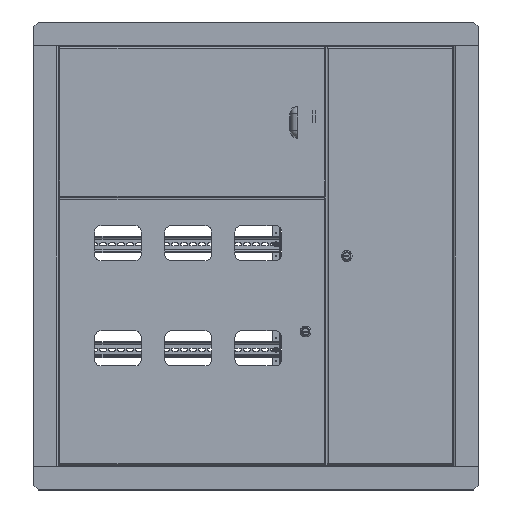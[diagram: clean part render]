
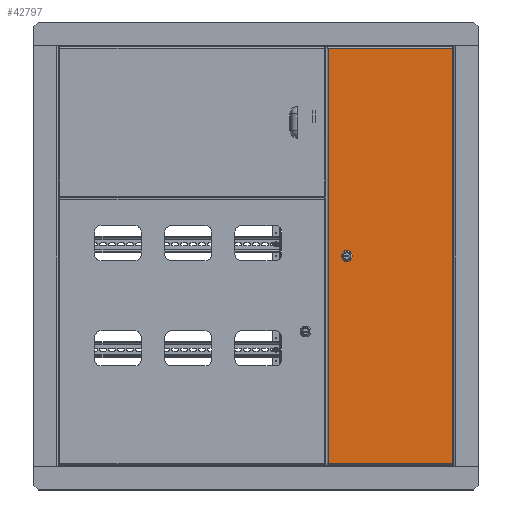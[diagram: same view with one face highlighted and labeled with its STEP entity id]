
A CAD part, top view. The second image highlights one B-rep face of the part: STEP entity #42797.
In plain terms, the highlighted planar face has unit normal (0, 0, 1).
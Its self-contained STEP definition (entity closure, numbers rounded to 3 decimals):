
#165 = DIRECTION ( 'NONE',  ( 0., 1., 0. ) ) ;
#396 = DIRECTION ( 'NONE',  ( 0., 0., -1. ) ) ;
#648 = FACE_OUTER_BOUND ( 'NONE', #49480, .T. ) ;
#1235 = EDGE_CURVE ( 'NONE', #18014, #6940, #4094, .T. ) ;
#1680 = VERTEX_POINT ( 'NONE', #20532 ) ;
#4094 = LINE ( 'NONE', #15740, #32992 ) ;
#4473 = VECTOR ( 'NONE', #36159, 1000. ) ;
#4560 = PLANE ( 'NONE',  #12042 ) ;
#4580 = CIRCLE ( 'NONE', #38501, 9.25 ) ;
#5976 = EDGE_CURVE ( 'NONE', #50392, #17071, #33589, .T. ) ;
#6286 = EDGE_CURVE ( 'NONE', #1680, #50392, #50783, .T. ) ;
#6940 = VERTEX_POINT ( 'NONE', #43724 ) ;
#8281 = CARTESIAN_POINT ( 'NONE',  ( -218.5, -442.351, 0. ) ) ;
#8533 = ORIENTED_EDGE ( 'NONE', *, *, #6286, .F. ) ;
#9826 = EDGE_CURVE ( 'NONE', #21826, #18014, #30325, .T. ) ;
#11175 = DIRECTION ( 'NONE',  ( 0., 0., 1. ) ) ;
#11253 = AXIS2_PLACEMENT_3D ( 'NONE', #43330, #43834, #23908 ) ;
#12042 = AXIS2_PLACEMENT_3D ( 'NONE', #43686, #396, #47568 ) ;
#12364 = LINE ( 'NONE', #43970, #48465 ) ;
#14285 = DIRECTION ( 'NONE',  ( 1., 0., 0. ) ) ;
#15123 = ORIENTED_EDGE ( 'NONE', *, *, #47271, .F. ) ;
#15740 = CARTESIAN_POINT ( 'NONE',  ( -267., -2., 0. ) ) ;
#17071 = VERTEX_POINT ( 'NONE', #46807 ) ;
#17330 = LINE ( 'NONE', #49467, #35420 ) ;
#18014 = VERTEX_POINT ( 'NONE', #30118 ) ;
#19035 = ORIENTED_EDGE ( 'NONE', *, *, #5976, .F. ) ;
#19623 = DIRECTION ( 'NONE',  ( 1., 0., 0. ) ) ;
#20532 = CARTESIAN_POINT ( 'NONE',  ( -218.5, -449.649, 0. ) ) ;
#21826 = VERTEX_POINT ( 'NONE', #28474 ) ;
#23908 = DIRECTION ( 'NONE',  ( 1., 0., 0. ) ) ;
#26757 = ORIENTED_EDGE ( 'NONE', *, *, #1235, .T. ) ;
#28474 = CARTESIAN_POINT ( 'NONE',  ( -2., -2., 0. ) ) ;
#30118 = CARTESIAN_POINT ( 'NONE',  ( -267., -2., 0. ) ) ;
#30325 = LINE ( 'NONE', #34457, #4473 ) ;
#31477 = CARTESIAN_POINT ( 'NONE',  ( -218.5, -442.351, 0. ) ) ;
#32311 = DIRECTION ( 'NONE',  ( 0., -1., 0. ) ) ;
#32362 = EDGE_CURVE ( 'NONE', #6940, #36113, #35926, .T. ) ;
#32992 = VECTOR ( 'NONE', #32311, 1000. ) ;
#33510 = ORIENTED_EDGE ( 'NONE', *, *, #33726, .T. ) ;
#33589 = CIRCLE ( 'NONE', #11253, 9.25 ) ;
#33726 = EDGE_CURVE ( 'NONE', #36113, #21826, #12364, .T. ) ;
#34425 = CARTESIAN_POINT ( 'NONE',  ( -2., -890., 0. ) ) ;
#34457 = CARTESIAN_POINT ( 'NONE',  ( 0., -2., 0. ) ) ;
#35233 = DIRECTION ( 'NONE',  ( 0., 1., 0. ) ) ;
#35420 = VECTOR ( 'NONE', #41959, 1000. ) ;
#35926 = LINE ( 'NONE', #39822, #50027 ) ;
#35944 = EDGE_CURVE ( 'NONE', #17071, #48380, #17330, .T. ) ;
#36113 = VERTEX_POINT ( 'NONE', #34425 ) ;
#36159 = DIRECTION ( 'NONE',  ( -1., 0., 0. ) ) ;
#36706 = ORIENTED_EDGE ( 'NONE', *, *, #9826, .T. ) ;
#38501 = AXIS2_PLACEMENT_3D ( 'NONE', #42276, #11175, #14285 ) ;
#39822 = CARTESIAN_POINT ( 'NONE',  ( -267., -890., 0. ) ) ;
#41768 = VECTOR ( 'NONE', #35233, 1000. ) ;
#41959 = DIRECTION ( 'NONE',  ( 0., -1., 0. ) ) ;
#42276 = CARTESIAN_POINT ( 'NONE',  ( -227., -446., 0. ) ) ;
#42797 = ADVANCED_FACE ( 'NONE', ( #51185, #648 ), #4560, .F. ) ;
#43330 = CARTESIAN_POINT ( 'NONE',  ( -227., -446., 0. ) ) ;
#43686 = CARTESIAN_POINT ( 'NONE',  ( 0., 0., 0. ) ) ;
#43724 = CARTESIAN_POINT ( 'NONE',  ( -267., -890., 0. ) ) ;
#43834 = DIRECTION ( 'NONE',  ( 0., 0., 1. ) ) ;
#43970 = CARTESIAN_POINT ( 'NONE',  ( -2., -890., 0. ) ) ;
#44007 = ORIENTED_EDGE ( 'NONE', *, *, #32362, .T. ) ;
#46807 = CARTESIAN_POINT ( 'NONE',  ( -235.5, -442.351, 0. ) ) ;
#47271 = EDGE_CURVE ( 'NONE', #48380, #1680, #4580, .T. ) ;
#47568 = DIRECTION ( 'NONE',  ( -1., 0., 0. ) ) ;
#48146 = CARTESIAN_POINT ( 'NONE',  ( -235.5, -449.649, 0. ) ) ;
#48380 = VERTEX_POINT ( 'NONE', #48146 ) ;
#48465 = VECTOR ( 'NONE', #165, 1000. ) ;
#48470 = ORIENTED_EDGE ( 'NONE', *, *, #35944, .F. ) ;
#49467 = CARTESIAN_POINT ( 'NONE',  ( -235.5, -442.351, 0. ) ) ;
#49480 = EDGE_LOOP ( 'NONE', ( #33510, #36706, #26757, #44007 ) ) ;
#50027 = VECTOR ( 'NONE', #19623, 1000. ) ;
#50392 = VERTEX_POINT ( 'NONE', #31477 ) ;
#50500 = EDGE_LOOP ( 'NONE', ( #8533, #15123, #48470, #19035 ) ) ;
#50783 = LINE ( 'NONE', #8281, #41768 ) ;
#51185 = FACE_BOUND ( 'NONE', #50500, .T. ) ;
